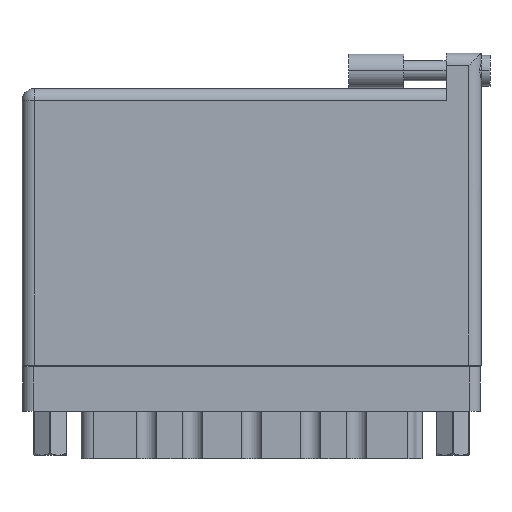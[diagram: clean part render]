
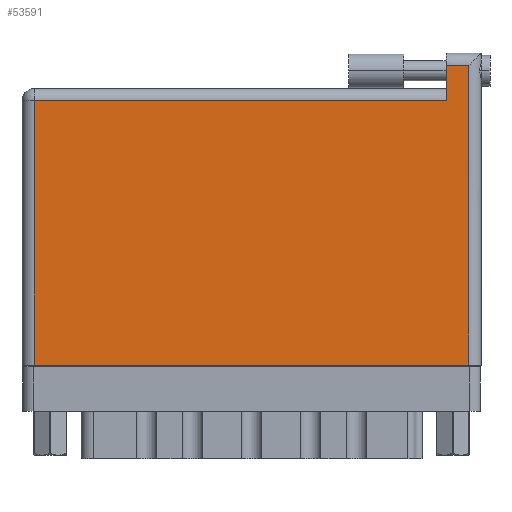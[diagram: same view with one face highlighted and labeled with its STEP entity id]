
A CAD part, front view. The second image highlights one B-rep face of the part: STEP entity #53591.
In plain terms, the highlighted face is planar.
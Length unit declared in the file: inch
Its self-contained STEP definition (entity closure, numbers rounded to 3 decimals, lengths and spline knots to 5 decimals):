
#1333 = VECTOR ( 'NONE', #6373, 39.37008 ) ;
#4379 = EDGE_CURVE ( 'NONE', #25036, #52515, #49622, .T. ) ;
#4548 = DIRECTION ( 'NONE',  ( 1., 0., 0. ) ) ;
#4959 = ORIENTED_EDGE ( 'NONE', *, *, #50004, .T. ) ;
#6373 = DIRECTION ( 'NONE',  ( 0., 1., 0. ) ) ;
#9062 = DIRECTION ( 'NONE',  ( 0., -1., 0. ) ) ;
#9343 = AXIS2_PLACEMENT_3D ( 'NONE', #28699, #14073, #33939 ) ;
#12192 = ORIENTED_EDGE ( 'NONE', *, *, #52449, .T. ) ;
#13014 = CARTESIAN_POINT ( 'NONE',  ( 0., 1.696, 0. ) ) ;
#13032 = ORIENTED_EDGE ( 'NONE', *, *, #4379, .T. ) ;
#13163 = CARTESIAN_POINT ( 'NONE',  ( 2.53, 0., 0. ) ) ;
#14073 = DIRECTION ( 'NONE',  ( 0., 0., -1. ) ) ;
#14190 = CARTESIAN_POINT ( 'NONE',  ( 2.403, 1.766, 0. ) ) ;
#14799 = CARTESIAN_POINT ( 'NONE',  ( 0., 0., 0. ) ) ;
#15142 = CARTESIAN_POINT ( 'NONE',  ( 2.53, 1.766, 0. ) ) ;
#17835 = DIRECTION ( 'NONE',  ( -1., 0., 0. ) ) ;
#21983 = EDGE_LOOP ( 'NONE', ( #32528, #31047, #53656, #12192, #13032, #4959 ) ) ;
#23333 = VECTOR ( 'NONE', #4548, 39.37008 ) ;
#24618 = VERTEX_POINT ( 'NONE', #46928 ) ;
#25036 = VERTEX_POINT ( 'NONE', #51008 ) ;
#25859 = VECTOR ( 'NONE', #9062, 39.37008 ) ;
#26014 = VECTOR ( 'NONE', #17835, 39.37008 ) ;
#26389 = VERTEX_POINT ( 'NONE', #13163 ) ;
#26441 = EDGE_CURVE ( 'NONE', #48794, #26389, #33125, .T. ) ;
#28699 = CARTESIAN_POINT ( 'NONE',  ( 0., 1.566, 0. ) ) ;
#30578 = LINE ( 'NONE', #15142, #1333 ) ;
#31047 = ORIENTED_EDGE ( 'NONE', *, *, #54956, .T. ) ;
#32264 = LINE ( 'NONE', #14190, #35275 ) ;
#32528 = ORIENTED_EDGE ( 'NONE', *, *, #26441, .T. ) ;
#33125 = LINE ( 'NONE', #14799, #23333 ) ;
#33502 = CARTESIAN_POINT ( 'NONE',  ( 0.07, 0., 0. ) ) ;
#33939 = DIRECTION ( 'NONE',  ( -1., 0., 0. ) ) ;
#35275 = VECTOR ( 'NONE', #52509, 39.37008 ) ;
#37066 = DIRECTION ( 'NONE',  ( -1., 0., 0. ) ) ;
#42217 = CARTESIAN_POINT ( 'NONE',  ( 0.07, 0., 0. ) ) ;
#42533 = CARTESIAN_POINT ( 'NONE',  ( 0., 1.496, 0. ) ) ;
#43957 = CARTESIAN_POINT ( 'NONE',  ( 0.07, 1.496, 0. ) ) ;
#46928 = CARTESIAN_POINT ( 'NONE',  ( 2.53, 1.696, 0. ) ) ;
#47010 = CARTESIAN_POINT ( 'NONE',  ( 2.403, 1.696, 0. ) ) ;
#48794 = VERTEX_POINT ( 'NONE', #33502 ) ;
#49198 = LINE ( 'NONE', #42217, #25859 ) ;
#49622 = LINE ( 'NONE', #42533, #52607 ) ;
#50004 = EDGE_CURVE ( 'NONE', #52515, #48794, #49198, .T. ) ;
#50013 = VERTEX_POINT ( 'NONE', #47010 ) ;
#51008 = CARTESIAN_POINT ( 'NONE',  ( 2.403, 1.496, 0. ) ) ;
#52318 = LINE ( 'NONE', #13014, #26014 ) ;
#52449 = EDGE_CURVE ( 'NONE', #50013, #25036, #32264, .T. ) ;
#52509 = DIRECTION ( 'NONE',  ( 0., -1., 0. ) ) ;
#52515 = VERTEX_POINT ( 'NONE', #43957 ) ;
#52607 = VECTOR ( 'NONE', #37066, 39.37008 ) ;
#53591 = ADVANCED_FACE ( 'NONE', ( #60717 ), #62034, .F. ) ;
#53656 = ORIENTED_EDGE ( 'NONE', *, *, #60368, .T. ) ;
#54956 = EDGE_CURVE ( 'NONE', #26389, #24618, #30578, .T. ) ;
#60368 = EDGE_CURVE ( 'NONE', #24618, #50013, #52318, .T. ) ;
#60717 = FACE_OUTER_BOUND ( 'NONE', #21983, .T. ) ;
#62034 = PLANE ( 'NONE',  #9343 ) ;
